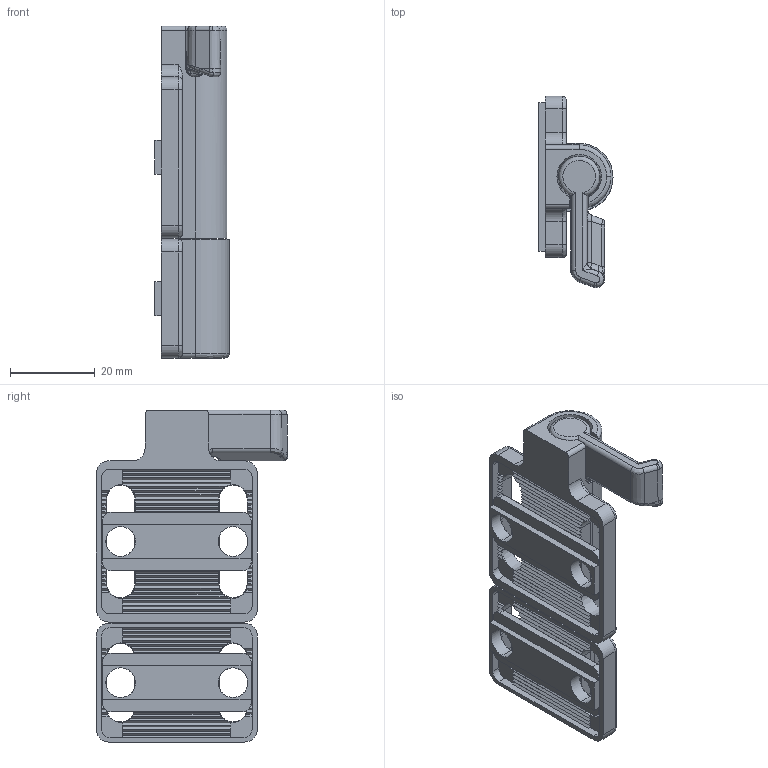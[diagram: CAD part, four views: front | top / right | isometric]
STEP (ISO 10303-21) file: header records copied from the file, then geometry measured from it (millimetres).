
FILE_DESCRIPTION (( 'STEP AP214' ), '1' );
FILE_NAME ('405530002.STEP', '2014-02-19T09:45:15', ( '' ), ( '' ), 'SwSTEP 2.0', 'SolidWorks 2014', '' );
FILE_SCHEMA (( 'AUTOMOTIVE_DESIGN' ));
Length unit declared in the file: millimetre
Products named in the file (7): 093082-06_belastet; 093082-05(Nut8)_Standard; 093082-03_Standard; 093082-02r_Standard; 093082-04_Standard; 093082-01r_Standard; 405530002
Assembly tree (7 placements, depth 2):
  405530002
    093082-01r_Standard
    093082-04_Standard
    093082-02r_Standard
    093082-03_Standard
    093082-05(Nut8)_Standard  x2
    093082-06_belastet
Bounding box: 17.5 x 45.16 x 78.3 mm (x, y, z)
Volume: 19830.1 mm3; surface area: 16604.7 mm2
Topology: 7 solids, 7 shells, 793 faces, 2013 edges, 1231 vertices
Faces by surface type: plane 543, cylinder 118, cone 84, bspline 48
Entity records: 31403 total; most frequent: CARTESIAN_POINT 7728, ORIENTED_EDGE 3526, DIRECTION 3005, EDGE_CURVE 1763, VECTOR 1189, LINE 1189, VERTEX_POINT 1084, AXIS2_PLACEMENT_3D 908
